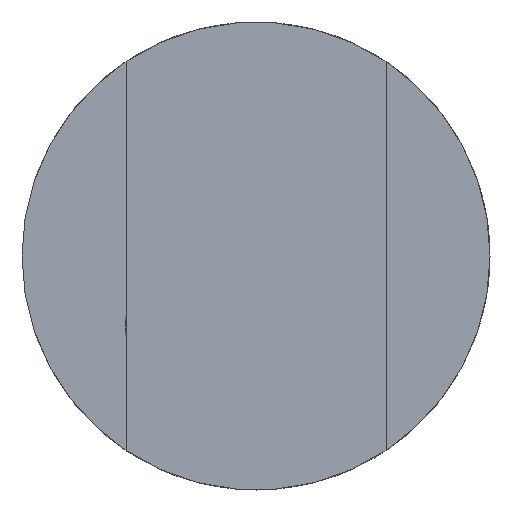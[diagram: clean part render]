
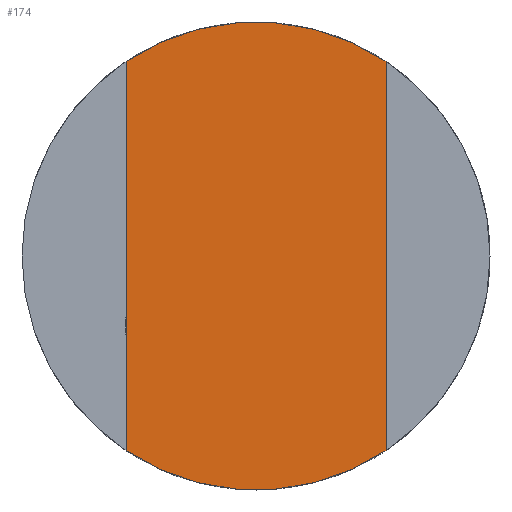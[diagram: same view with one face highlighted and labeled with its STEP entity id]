
A CAD part, front view. The second image highlights one B-rep face of the part: STEP entity #174.
In plain terms, the highlighted planar face has unit normal (0, -1, 0).
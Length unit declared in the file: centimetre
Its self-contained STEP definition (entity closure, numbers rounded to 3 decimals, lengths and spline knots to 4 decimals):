
#18=LINE('',#331,#26);
#22=LINE('',#342,#30);
#26=VECTOR('',#213,1.);
#30=VECTOR('',#223,1.);
#38=PLANE('',#191);
#45=CIRCLE('',#192,0.5715);
#46=CIRCLE('',#193,0.5715);
#65=FACE_OUTER_BOUND('',#80,.T.);
#80=EDGE_LOOP('',(#144,#145,#146,#147));
#96=VERTEX_POINT('',#329);
#97=VERTEX_POINT('',#330);
#100=VERTEX_POINT('',#340);
#101=VERTEX_POINT('',#341);
#111=EDGE_CURVE('',#96,#97,#18,.T.);
#116=EDGE_CURVE('',#100,#101,#22,.T.);
#121=EDGE_CURVE('',#97,#100,#45,.T.);
#122=EDGE_CURVE('',#101,#96,#46,.T.);
#144=ORIENTED_EDGE('',*,*,#111,.T.);
#145=ORIENTED_EDGE('',*,*,#121,.T.);
#146=ORIENTED_EDGE('',*,*,#116,.T.);
#147=ORIENTED_EDGE('',*,*,#122,.T.);
#174=ADVANCED_FACE('',(#65),#38,.T.);
#191=AXIS2_PLACEMENT_3D('',#350,#231,#232);
#192=AXIS2_PLACEMENT_3D('',#351,#233,#234);
#193=AXIS2_PLACEMENT_3D('',#352,#235,#236);
#213=DIRECTION('',(0.,0.,1.));
#223=DIRECTION('',(0.,0.,-1.));
#231=DIRECTION('center_axis',(0.,-1.,0.));
#232=DIRECTION('ref_axis',(-1.,0.,0.));
#233=DIRECTION('center_axis',(0.,-1.,0.));
#234=DIRECTION('ref_axis',(1.,0.,0.));
#235=DIRECTION('center_axis',(0.,-1.,0.));
#236=DIRECTION('ref_axis',(1.,0.,0.));
#329=CARTESIAN_POINT('',(0.3175,0.,-0.4752));
#330=CARTESIAN_POINT('',(0.3175,0.,0.4752));
#331=CARTESIAN_POINT('',(0.3175,0.,-0.2376));
#340=CARTESIAN_POINT('',(-0.3175,0.,0.4752));
#341=CARTESIAN_POINT('',(-0.3175,0.,-0.4752));
#342=CARTESIAN_POINT('',(-0.3175,0.,0.2376));
#350=CARTESIAN_POINT('Origin',(0.,0.,0.));
#351=CARTESIAN_POINT('Origin',(0.,0.,0.));
#352=CARTESIAN_POINT('Origin',(0.,0.,0.));
